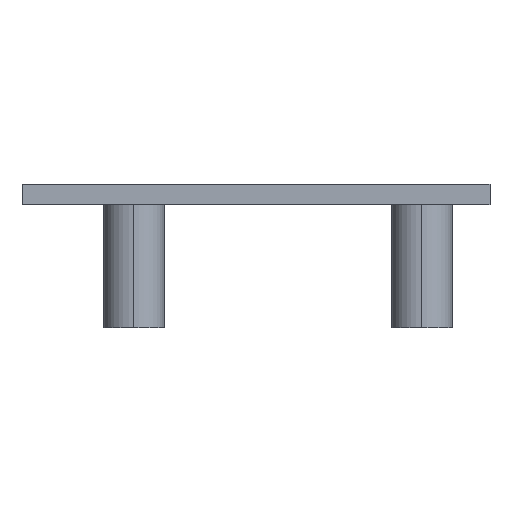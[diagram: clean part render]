
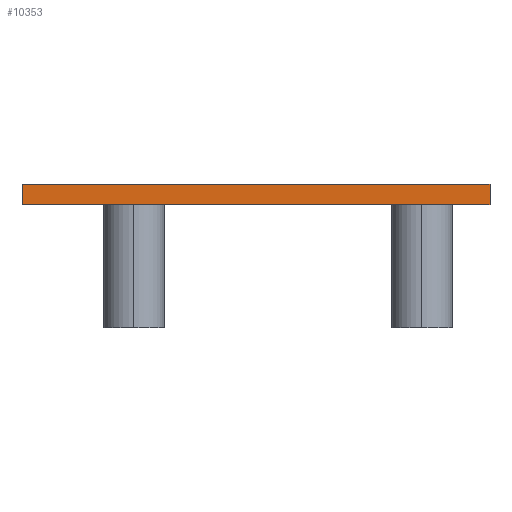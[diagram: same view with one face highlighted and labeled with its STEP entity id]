
A CAD part, left-side view. The second image highlights one B-rep face of the part: STEP entity #10353.
In plain terms, the highlighted planar face has unit normal (-1, 0, 0).
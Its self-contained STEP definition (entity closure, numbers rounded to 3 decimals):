
#287 = VERTEX_POINT ( 'NONE', #22031 ) ;
#1745 = VERTEX_POINT ( 'NONE', #14043 ) ;
#2268 = CARTESIAN_POINT ( 'NONE',  ( -57.15, -22.796, 0. ) ) ;
#5258 = VERTEX_POINT ( 'NONE', #18600 ) ;
#6866 = LINE ( 'NONE', #18264, #33702 ) ;
#7051 = CARTESIAN_POINT ( 'NONE',  ( -57.15, -22.796, 0. ) ) ;
#7627 = DIRECTION ( 'NONE',  ( 1., 0., 0. ) ) ;
#7698 = EDGE_LOOP ( 'NONE', ( #24213, #9702, #24863, #21474 ) ) ;
#8174 = CARTESIAN_POINT ( 'NONE',  ( -57.15, -22.796, 2. ) ) ;
#9702 = ORIENTED_EDGE ( 'NONE', *, *, #16029, .F. ) ;
#9916 = VERTEX_POINT ( 'NONE', #2268 ) ;
#10353 = ADVANCED_FACE ( 'NONE', ( #24988 ), #22357, .F. ) ;
#11649 = VECTOR ( 'NONE', #18719, 1000. ) ;
#12749 = EDGE_CURVE ( 'NONE', #287, #5258, #27494, .T. ) ;
#14043 = CARTESIAN_POINT ( 'NONE',  ( -57.15, 22.795, 0. ) ) ;
#14625 = EDGE_CURVE ( 'NONE', #287, #1745, #6866, .T. ) ;
#14676 = VECTOR ( 'NONE', #18442, 1000. ) ;
#15548 = CARTESIAN_POINT ( 'NONE',  ( -57.15, -22.796, 2. ) ) ;
#15818 = LINE ( 'NONE', #7051, #14676 ) ;
#16029 = EDGE_CURVE ( 'NONE', #5258, #9916, #16767, .T. ) ;
#16386 = DIRECTION ( 'NONE',  ( 0., 0., -1. ) ) ;
#16767 = LINE ( 'NONE', #8174, #27294 ) ;
#18264 = CARTESIAN_POINT ( 'NONE',  ( -57.15, 22.795, 2. ) ) ;
#18442 = DIRECTION ( 'NONE',  ( 0., -1., 0. ) ) ;
#18600 = CARTESIAN_POINT ( 'NONE',  ( -57.15, -22.796, 2. ) ) ;
#18719 = DIRECTION ( 'NONE',  ( 0., -1., 0. ) ) ;
#21474 = ORIENTED_EDGE ( 'NONE', *, *, #14625, .T. ) ;
#22031 = CARTESIAN_POINT ( 'NONE',  ( -57.15, 22.795, 2. ) ) ;
#22357 = PLANE ( 'NONE',  #36000 ) ;
#24213 = ORIENTED_EDGE ( 'NONE', *, *, #31294, .T. ) ;
#24424 = DIRECTION ( 'NONE',  ( 0., 0., -1. ) ) ;
#24863 = ORIENTED_EDGE ( 'NONE', *, *, #12749, .F. ) ;
#24988 = FACE_OUTER_BOUND ( 'NONE', #7698, .T. ) ;
#25349 = DIRECTION ( 'NONE',  ( 0., 0., -1. ) ) ;
#27294 = VECTOR ( 'NONE', #25349, 1000. ) ;
#27494 = LINE ( 'NONE', #15548, #11649 ) ;
#31294 = EDGE_CURVE ( 'NONE', #1745, #9916, #15818, .T. ) ;
#33702 = VECTOR ( 'NONE', #24424, 1000. ) ;
#36000 = AXIS2_PLACEMENT_3D ( 'NONE', #36355, #7627, #16386 ) ;
#36355 = CARTESIAN_POINT ( 'NONE',  ( -57.15, -22.796, 2. ) ) ;
